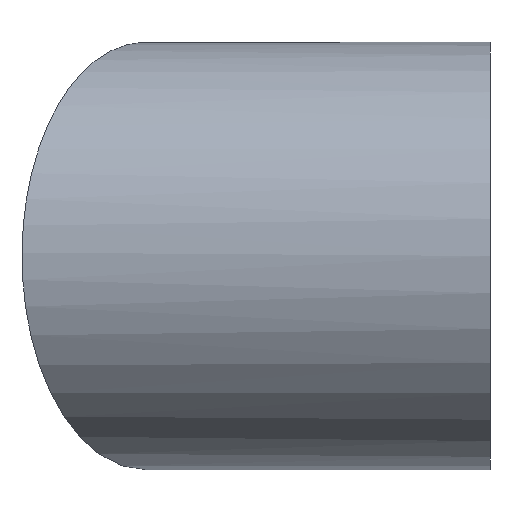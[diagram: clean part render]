
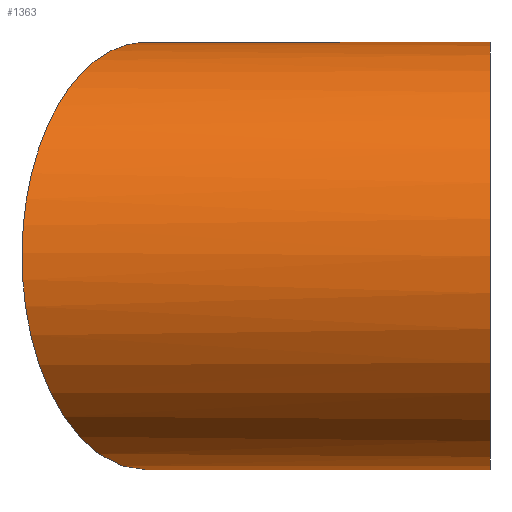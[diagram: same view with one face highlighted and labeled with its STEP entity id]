
A CAD part, left-side view. The second image highlights one B-rep face of the part: STEP entity #1363.
In plain terms, the highlighted cylindrical face has radius 200 mm (diameter 400 mm), a full revolution.
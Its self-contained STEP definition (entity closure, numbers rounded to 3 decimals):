
#1363 = ADVANCED_FACE( '', ( #3207, #3208 ), #3209, .T. );
#3207 = FACE_OUTER_BOUND( '', #5538, .T. );
#3208 = FACE_OUTER_BOUND( '', #5539, .T. );
#3209 = CYLINDRICAL_SURFACE( '', #5540, 200. );
#5538 = EDGE_LOOP( '', ( #9923 ) );
#5539 = EDGE_LOOP( '', ( #9924 ) );
#5540 = AXIS2_PLACEMENT_3D( '', #9925, #9926, #9927 );
#9923 = ORIENTED_EDGE( '', *, *, #13355, .T. );
#9924 = ORIENTED_EDGE( '', *, *, #14818, .F. );
#9925 = CARTESIAN_POINT( '', ( 0., 0., 0. ) );
#9926 = DIRECTION( '', ( 0., 1., 0. ) );
#9927 = DIRECTION( '', ( 0., 0., -1. ) );
#13355 = EDGE_CURVE( '', #16002, #16002, #16003, .F. );
#14818 = EDGE_CURVE( '', #18486, #18486, #18487, .T. );
#16002 = VERTEX_POINT( '', #19966 );
#16003 = ELLIPSE( '', #19967, 230.94, 200. );
#18486 = VERTEX_POINT( '', #23689 );
#18487 = CIRCLE( '', #23690, 200. );
#19966 = CARTESIAN_POINT( '', ( 200., 207.101, 0. ) );
#19967 = AXIS2_PLACEMENT_3D( '', #25871, #25872, #25873 );
#23689 = CARTESIAN_POINT( '', ( 0., 0., -200. ) );
#23690 = AXIS2_PLACEMENT_3D( '', #27119, #27120, #27121 );
#25871 = CARTESIAN_POINT( '', ( 0., 322.571, 0. ) );
#25872 = DIRECTION( '', ( 0.5, 0.866, 0. ) );
#25873 = DIRECTION( '', ( 0.866, -0.5, 0. ) );
#27119 = CARTESIAN_POINT( '', ( 0., 0., 0. ) );
#27120 = DIRECTION( '', ( 0., -1., 0. ) );
#27121 = DIRECTION( '', ( 0., 0., -1. ) );
